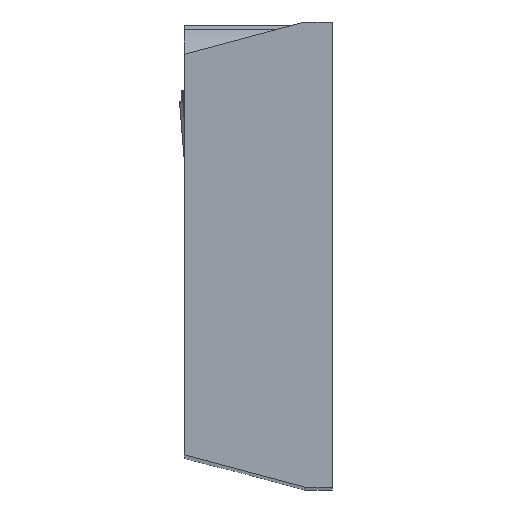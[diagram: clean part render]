
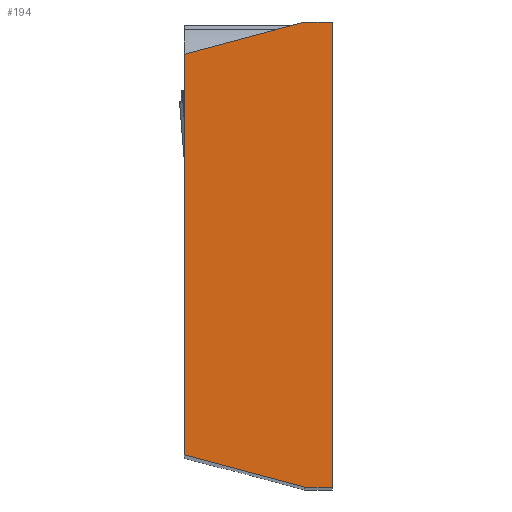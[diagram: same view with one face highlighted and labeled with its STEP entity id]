
A CAD part, top view. The second image highlights one B-rep face of the part: STEP entity #194.
In plain terms, the highlighted planar face has unit normal (0, 0, 1).
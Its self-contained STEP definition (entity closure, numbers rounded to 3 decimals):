
#194=ADVANCED_FACE('CU_SU_BACK',(#311),#271,.F.);
#271=PLANE('',#1677);
#311=FACE_OUTER_BOUND('',#389,.T.);
#389=EDGE_LOOP('',(#563,#564,#565,#566,#567,#568));
#563=ORIENTED_EDGE('',*,*,#1135,.T.);
#564=ORIENTED_EDGE('',*,*,#1136,.T.);
#565=ORIENTED_EDGE('',*,*,#1127,.F.);
#566=ORIENTED_EDGE('',*,*,#1101,.F.);
#567=ORIENTED_EDGE('',*,*,#1096,.F.);
#568=ORIENTED_EDGE('',*,*,#1091,.F.);
#940=VERTEX_POINT('',#2236);
#947=VERTEX_POINT('',#2250);
#951=VERTEX_POINT('',#2262);
#955=VERTEX_POINT('',#2272);
#958=VERTEX_POINT('',#2279);
#984=VERTEX_POINT('',#2347);
#1091=EDGE_CURVE('',#947,#940,#1307,.T.);
#1096=EDGE_CURVE('',#940,#951,#1311,.T.);
#1101=EDGE_CURVE('',#951,#955,#1315,.T.);
#1127=EDGE_CURVE('',#955,#958,#1330,.T.);
#1135=EDGE_CURVE('',#947,#984,#1337,.T.);
#1136=EDGE_CURVE('',#984,#958,#1338,.T.);
#1307=LINE('',#2251,#1439);
#1311=LINE('',#2261,#1443);
#1315=LINE('',#2271,#1447);
#1330=LINE('',#2333,#1462);
#1337=LINE('',#2348,#1469);
#1338=LINE('',#2350,#1470);
#1439=VECTOR('',#1815,1.);
#1443=VECTOR('',#1825,1.);
#1447=VECTOR('',#1833,1.);
#1462=VECTOR('',#1868,1.);
#1469=VECTOR('',#1881,1.);
#1470=VECTOR('',#1884,1.);
#1677=AXIS2_PLACEMENT_3D('',#2351,#1885,#1886);
#1815=DIRECTION('',(0.,-1.,0.));
#1825=DIRECTION('',(-1.,0.,0.));
#1833=DIRECTION('',(-0.966,0.259,0.));
#1868=DIRECTION('',(0.,1.,0.));
#1881=DIRECTION('',(-1.,0.,0.));
#1884=DIRECTION('',(-0.966,-0.259,0.));
#1885=DIRECTION('',(0.,0.,-1.));
#1886=DIRECTION('',(-1.,0.,0.));
#2236=CARTESIAN_POINT('',(0.,0.402,0.));
#2250=CARTESIAN_POINT('',(0.,25.498,0.));
#2251=CARTESIAN_POINT('',(0.,-8.,0.));
#2261=CARTESIAN_POINT('',(0.,0.402,0.));
#2262=CARTESIAN_POINT('',(-1.5,0.402,0.));
#2271=CARTESIAN_POINT('',(-1.5,0.402,0.));
#2272=CARTESIAN_POINT('',(-8.,2.144,0.));
#2279=CARTESIAN_POINT('',(-8.,23.756,0.));
#2333=CARTESIAN_POINT('',(-8.,33.9,0.));
#2347=CARTESIAN_POINT('',(-1.5,25.498,0.));
#2348=CARTESIAN_POINT('',(0.,25.498,0.));
#2350=CARTESIAN_POINT('',(-1.5,25.498,0.));
#2351=CARTESIAN_POINT('',(0.,0.,0.));
